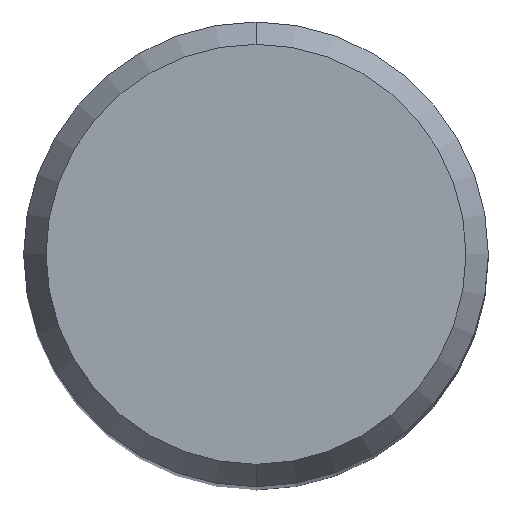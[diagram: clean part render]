
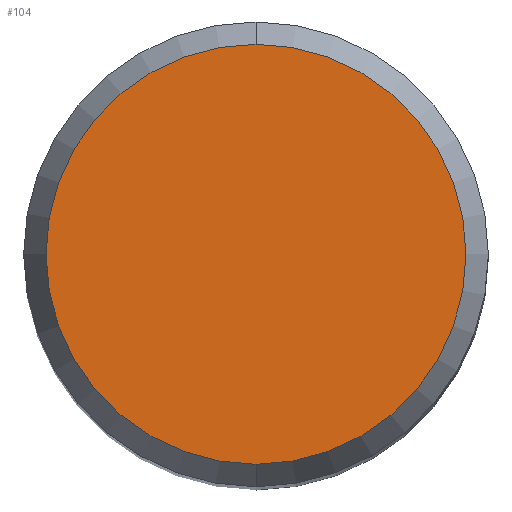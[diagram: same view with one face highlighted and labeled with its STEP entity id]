
A CAD part, top view. The second image highlights one B-rep face of the part: STEP entity #104.
In plain terms, the highlighted planar face has unit normal (0, 0, 1).
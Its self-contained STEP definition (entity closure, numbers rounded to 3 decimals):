
#104=ADVANCED_FACE('',(#243),#244,.T.);
#132=EDGE_CURVE('',#140,#134,#275,.T.);
#134=VERTEX_POINT('',#277);
#140=VERTEX_POINT('',#284);
#202=EDGE_CURVE('',#134,#140,#355,.T.);
#243=FACE_OUTER_BOUND('',#393,.T.);
#244=PLANE('',#394);
#275=CIRCLE('',#438,4.304);
#277=CARTESIAN_POINT('',(0.,-4.304,0.01));
#284=CARTESIAN_POINT('',(0.0,4.304,0.01));
#355=CIRCLE('',#534,4.304);
#393=EDGE_LOOP('',(#562,#563));
#394=AXIS2_PLACEMENT_3D('',#564,#565,#566);
#438=AXIS2_PLACEMENT_3D('',#606,#607,#608);
#534=AXIS2_PLACEMENT_3D('',#707,#708,#709);
#562=ORIENTED_EDGE('',*,*,#132,.F.);
#563=ORIENTED_EDGE('',*,*,#202,.F.);
#564=CARTESIAN_POINT('',(0.0,2.152,0.01));
#565=DIRECTION('',(-0.0,0.0,1.0));
#566=DIRECTION('',(0.0,-1.0,0.0));
#606=CARTESIAN_POINT('',(0.0,0.0,0.01));
#607=DIRECTION('',(0.0,0.0,-1.0));
#608=DIRECTION('',(0.0,1.0,0.0));
#707=CARTESIAN_POINT('',(0.0,0.0,0.01));
#708=DIRECTION('',(0.0,0.0,-1.0));
#709=DIRECTION('',(0.0,1.0,0.0));
